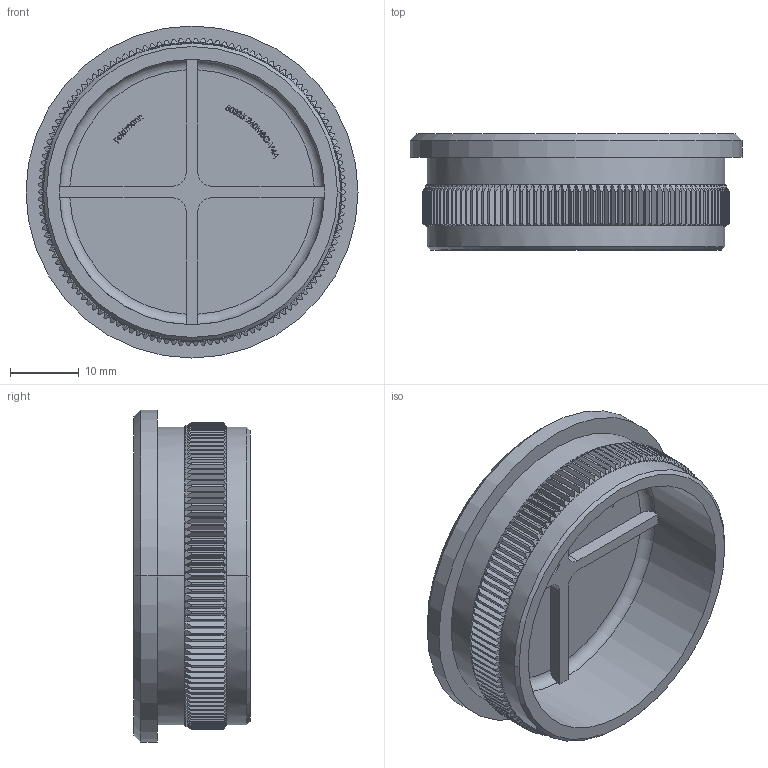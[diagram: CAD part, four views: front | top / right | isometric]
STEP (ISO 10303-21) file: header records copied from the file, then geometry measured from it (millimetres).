
FILE_DESCRIPTION (( 'STEP AP203' ), '1' );
FILE_NAME ('50325-240G.step', '2018-10-25T11:58:16', ( '' ), ( '' ), 'SwSTEP 2.0', 'SolidWorks 2015', '' );
FILE_SCHEMA (( 'CONFIG_CONTROL_DESIGN' ));
Length unit declared in the file: millimetre
Products named in the file (1): 50325-240G
Bounding box: 48.3 x 16.9 x 48.3 mm (x, y, z)
Volume: 10405.2 mm3; surface area: 8439.9 mm2
Topology: 1 solids, 1 shells, 1267 faces, 3162 edges, 1933 vertices
Faces by surface type: plane 720, cone 266, cylinder 143, bspline 134, torus 4
Entity records: 45374 total; most frequent: CARTESIAN_POINT 16613, ORIENTED_EDGE 6324, DIRECTION 5459, EDGE_CURVE 3162, AXIS2_PLACEMENT_3D 1959, VERTEX_POINT 1933, VECTOR 1541, LINE 1541
